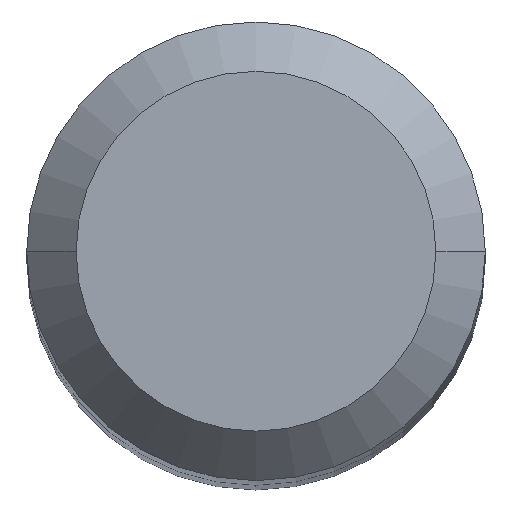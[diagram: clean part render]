
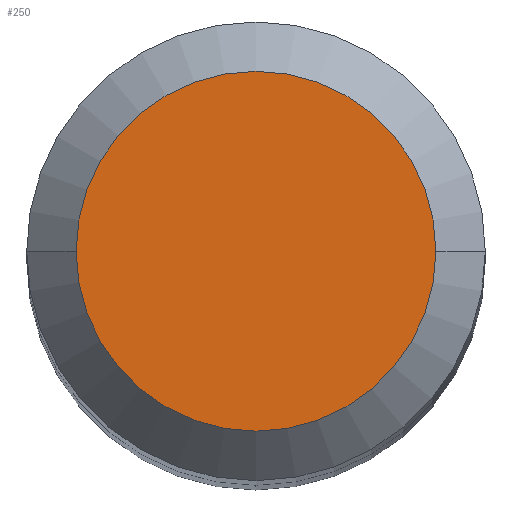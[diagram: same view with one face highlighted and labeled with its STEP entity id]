
A CAD part, top view. The second image highlights one B-rep face of the part: STEP entity #250.
In plain terms, the highlighted planar face has unit normal (0, 0, 1).
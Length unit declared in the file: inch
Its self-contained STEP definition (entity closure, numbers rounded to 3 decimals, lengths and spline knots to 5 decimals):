
#5 = CIRCLE ( 'NONE', #27, 0.11375 ) ;
#17 = CIRCLE ( 'NONE', #361, 0.11375 ) ;
#27 = AXIS2_PLACEMENT_3D ( 'NONE', #324, #51, #273 ) ;
#34 = VERTEX_POINT ( 'NONE', #44 ) ;
#44 = CARTESIAN_POINT ( 'NONE',  ( 0.11375, 0., 0. ) ) ;
#51 = DIRECTION ( 'NONE',  ( 0., 0., 1. ) ) ;
#84 = CARTESIAN_POINT ( 'NONE',  ( 0., 0., 0. ) ) ;
#89 = DIRECTION ( 'NONE',  ( -1., 0., 0. ) ) ;
#118 = DIRECTION ( 'NONE',  ( 0., 0., -1. ) ) ;
#126 = EDGE_CURVE ( 'NONE', #275, #34, #5, .T. ) ;
#167 = CARTESIAN_POINT ( 'NONE',  ( -0.11375, 0., 0. ) ) ;
#218 = ORIENTED_EDGE ( 'NONE', *, *, #126, .T. ) ;
#231 = FACE_OUTER_BOUND ( 'NONE', #373, .T. ) ;
#243 = AXIS2_PLACEMENT_3D ( 'NONE', #383, #118, #89 ) ;
#244 = EDGE_CURVE ( 'NONE', #34, #275, #17, .T. ) ;
#250 = ADVANCED_FACE ( 'NONE', ( #231 ), #350, .F. ) ;
#263 = DIRECTION ( 'NONE',  ( 1., 0., 0. ) ) ;
#273 = DIRECTION ( 'NONE',  ( 1., 0., 0. ) ) ;
#275 = VERTEX_POINT ( 'NONE', #167 ) ;
#284 = DIRECTION ( 'NONE',  ( 0., 0., 1. ) ) ;
#324 = CARTESIAN_POINT ( 'NONE',  ( 0., 0., 0. ) ) ;
#350 = PLANE ( 'NONE',  #243 ) ;
#361 = AXIS2_PLACEMENT_3D ( 'NONE', #84, #284, #263 ) ;
#373 = EDGE_LOOP ( 'NONE', ( #218, #374 ) ) ;
#374 = ORIENTED_EDGE ( 'NONE', *, *, #244, .T. ) ;
#383 = CARTESIAN_POINT ( 'NONE',  ( 0., 0., 0. ) ) ;
